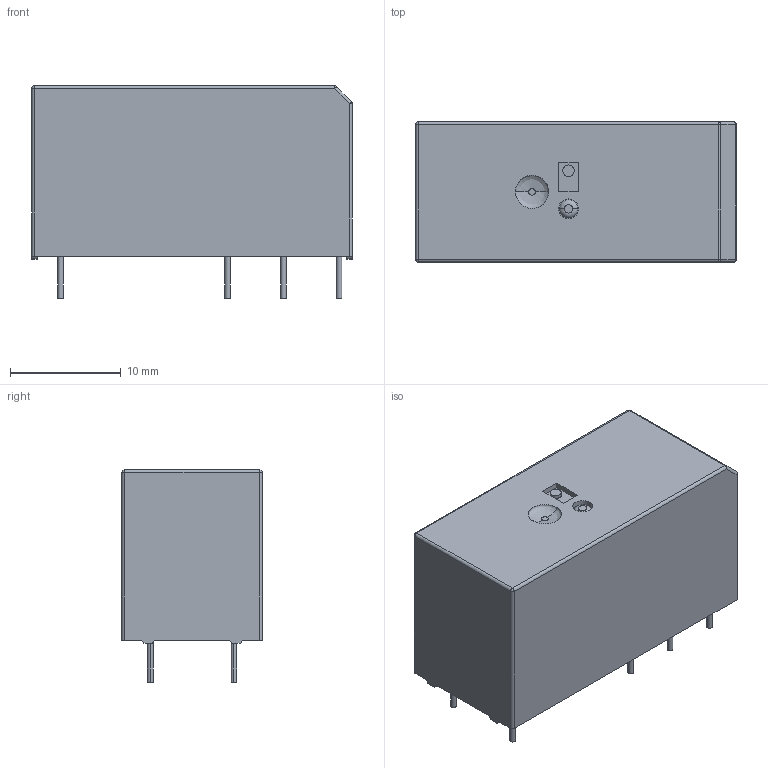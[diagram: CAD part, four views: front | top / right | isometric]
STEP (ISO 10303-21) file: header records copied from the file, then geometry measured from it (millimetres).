
FILE_DESCRIPTION (( 'STEP AP214' ), '1' );
FILE_NAME ('RELAY-TH_L29.0-W12.7-H15.7.step', '2022-07-09T13:45:49', ( '' ), ( '' ), 'SwSTEP 2.0', 'SolidWorks 2020', '' );
FILE_SCHEMA (( 'AUTOMOTIVE_DESIGN' ));
Length unit declared in the file: millimetre
Products named in the file (1): RELAY-TH_L29.0-W12.7-H15.7
Bounding box: 29 x 12.71 x 19.2 mm (x, y, z)
Volume: 5493.9 mm3; surface area: 2101.2 mm2
Topology: 1 solids, 1 shells, 380 faces, 1005 edges, 660 vertices
Faces by surface type: plane 215, bspline 114, cylinder 43, sphere 6, torus 2
Entity records: 16666 total; most frequent: CARTESIAN_POINT 4402, ORIENTED_EDGE 1998, DIRECTION 1391, EDGE_CURVE 999, VECTOR 673, LINE 673, VERTEX_POINT 660, EDGE_LOOP 419
